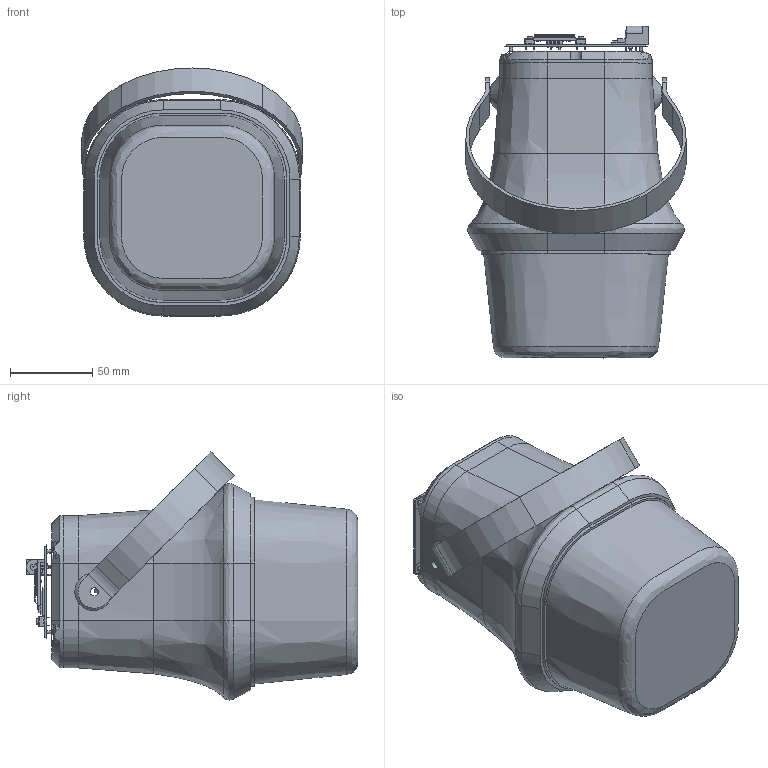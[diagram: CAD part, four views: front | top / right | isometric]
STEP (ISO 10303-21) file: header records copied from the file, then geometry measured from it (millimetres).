
FILE_DESCRIPTION(/* description */ (''),/* implementation_level */ '2;1');
FILE_NAME(/* name */ 'Paper Mache maker v11.step',/* time_stamp */ '2025-04-13T16:54:42+05:30',/* author */ (''),/* organization */ (''),/* preprocessor_version */ 'ST-DEVELOPER v20.1',/* originating_system */ 'Autodesk Translation Framework v14.4.0.0',/* authorisation */ '');
FILE_SCHEMA (('AUTOMOTIVE_DESIGN { 1 0 10303 214 3 1 1 }'));
Products named in the file (38): Paper Mashe maker; MOTOR; CIRCUIT (2); CIRCUIT (1); SCREEN (1); flat_cable; smd_capacitor (7); SOT-23_XC6206 v3; 472_smd_resistor (1); smd_capacitor (6); smd_capacitor (5); smd_capacitor (4); smd_capacitor (3); board; screen; pin_header; soldering; smd_capacitor; smd_capacitor (1); 914_smd_resistor; 472_smd_resistor; 472_smd_resistor_1; 472_smd_resistor_2; t4_smd_diode; smd_capacitor (2); Component25; 10; PCB (1); JAR; MOTOR HOLDER; BAT; BASE BODY; UPPER HALF; LOWER HLAF; HANDLE; LID; BLADE; Blade Adaptor
Assembly tree (37 placements, depth 4):
  Paper Mashe maker
    MOTOR
    CIRCUIT (2)
      CIRCUIT (1)
      SCREEN (1)
        flat_cable
        smd_capacitor (7)
        SOT-23_XC6206 v3
        472_smd_resistor (1)
        smd_capacitor (6)
        smd_capacitor (5)
        smd_capacitor (4)
        smd_capacitor (3)
        board
        screen
        pin_header
        soldering
        smd_capacitor
        smd_capacitor (1)
        914_smd_resistor
        472_smd_resistor
        472_smd_resistor_1
        472_smd_resistor_2
        t4_smd_diode
        smd_capacitor (2)
      Component25
      10
      PCB (1)
    JAR
    MOTOR HOLDER
    BAT
    BASE BODY
      UPPER HALF
      LOWER HLAF
    HANDLE
    LID
    BLADE
    Blade Adaptor
Bounding box: 133.79 x 201.5 x 150.63 mm (x, y, z)
Volume: 517407 mm3; surface area: 283324.5 mm2
Topology: 80 solids, 80 shells, 1951 faces, 4931 edges, 3262 vertices
Faces by surface type: plane 1138, bspline 493, cylinder 259, torus 30, cone 30, sphere 1
Full cylindrical faces by diameter (mm): 1 x20, 1.2 x8, 2 x20, 2.5 x1, 3 x13, 3.5 x4, 5 x12, 6.5 x1, 7 x1, 8 x2, 16 x1, 17.2 x1, 18 x1, 23 x2, 24 x1, 35.7 x1
Entity records: 71433 total; most frequent: CARTESIAN_POINT 25820, ORIENTED_EDGE 9860, DIRECTION 7555, EDGE_CURVE 4930, VERTEX_POINT 3262, LINE 3199, VECTOR 3199, EDGE_LOOP 2180
